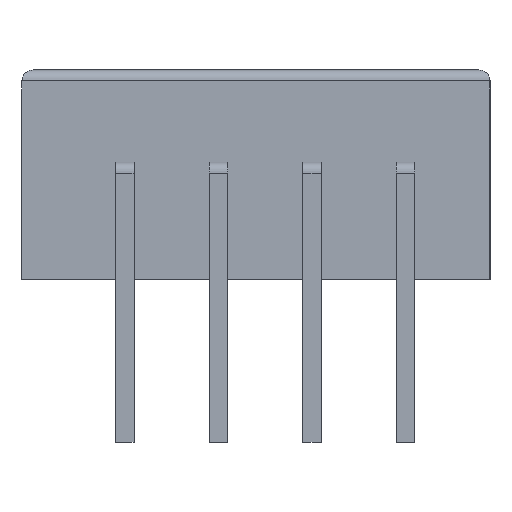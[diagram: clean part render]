
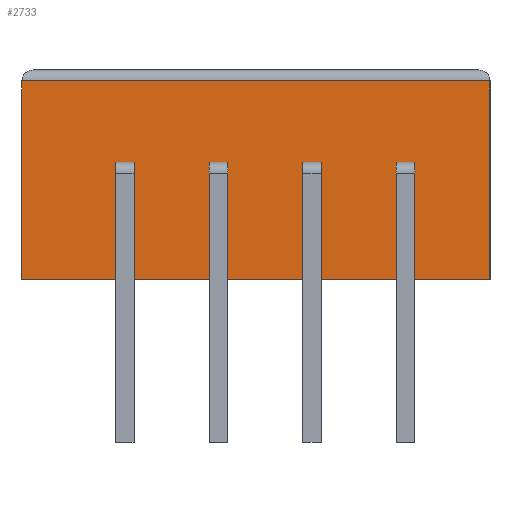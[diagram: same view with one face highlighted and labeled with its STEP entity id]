
A CAD part, left-side view. The second image highlights one B-rep face of the part: STEP entity #2733.
In plain terms, the highlighted planar face has unit normal (-1, 0, 0).
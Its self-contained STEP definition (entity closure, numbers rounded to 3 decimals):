
#2299 = EDGE_CURVE('',#2300,#2302,#2304,.T.);
#2300 = VERTEX_POINT('',#2301);
#2301 = CARTESIAN_POINT('',(-8.,6.35,0.));
#2302 = VERTEX_POINT('',#2303);
#2303 = CARTESIAN_POINT('',(-8.,6.35,5.4));
#2304 = SURFACE_CURVE('',#2305,(#2309,#2321),.PCURVE_S1.);
#2305 = LINE('',#2306,#2307);
#2306 = CARTESIAN_POINT('',(-8.,6.35,0.));
#2307 = VECTOR('',#2308,1.);
#2308 = DIRECTION('',(0.,0.,1.));
#2309 = PCURVE('',#2310,#2315);
#2310 = PLANE('',#2311);
#2311 = AXIS2_PLACEMENT_3D('',#2312,#2313,#2314);
#2312 = CARTESIAN_POINT('',(-8.,6.35,0.));
#2313 = DIRECTION('',(0.,1.,0.));
#2314 = DIRECTION('',(1.,0.,0.));
#2315 = DEFINITIONAL_REPRESENTATION('',(#2316),#2320);
#2316 = LINE('',#2317,#2318);
#2317 = CARTESIAN_POINT('',(0.,0.));
#2318 = VECTOR('',#2319,1.);
#2319 = DIRECTION('',(0.,-1.));
#2320 = ( GEOMETRIC_REPRESENTATION_CONTEXT(2) 
PARAMETRIC_REPRESENTATION_CONTEXT() REPRESENTATION_CONTEXT('2D SPACE',''
  ) );
#2321 = PCURVE('',#2322,#2327);
#2322 = PLANE('',#2323);
#2323 = AXIS2_PLACEMENT_3D('',#2324,#2325,#2326);
#2324 = CARTESIAN_POINT('',(-8.,-6.35,0.));
#2325 = DIRECTION('',(-1.,0.,0.));
#2326 = DIRECTION('',(0.,1.,0.));
#2327 = DEFINITIONAL_REPRESENTATION('',(#2328),#2332);
#2328 = LINE('',#2329,#2330);
#2329 = CARTESIAN_POINT('',(12.7,0.));
#2330 = VECTOR('',#2331,1.);
#2331 = DIRECTION('',(0.,-1.));
#2332 = ( GEOMETRIC_REPRESENTATION_CONTEXT(2) 
PARAMETRIC_REPRESENTATION_CONTEXT() REPRESENTATION_CONTEXT('2D SPACE',''
  ) );
#2722 = PLANE('',#2723);
#2723 = AXIS2_PLACEMENT_3D('',#2724,#2725,#2726);
#2724 = CARTESIAN_POINT('',(0.,0.,0.));
#2725 = DIRECTION('',(-0.,-0.,-1.));
#2726 = DIRECTION('',(-1.,0.,0.));
#2733 = ADVANCED_FACE('',(#2734),#2322,.T.);
#2734 = FACE_BOUND('',#2735,.T.);
#2735 = EDGE_LOOP('',(#2736,#2766,#2792,#2793));
#2736 = ORIENTED_EDGE('',*,*,#2737,.T.);
#2737 = EDGE_CURVE('',#2738,#2740,#2742,.T.);
#2738 = VERTEX_POINT('',#2739);
#2739 = CARTESIAN_POINT('',(-8.,-6.35,0.));
#2740 = VERTEX_POINT('',#2741);
#2741 = CARTESIAN_POINT('',(-8.,-6.35,5.4));
#2742 = SURFACE_CURVE('',#2743,(#2747,#2754),.PCURVE_S1.);
#2743 = LINE('',#2744,#2745);
#2744 = CARTESIAN_POINT('',(-8.,-6.35,0.));
#2745 = VECTOR('',#2746,1.);
#2746 = DIRECTION('',(0.,0.,1.));
#2747 = PCURVE('',#2322,#2748);
#2748 = DEFINITIONAL_REPRESENTATION('',(#2749),#2753);
#2749 = LINE('',#2750,#2751);
#2750 = CARTESIAN_POINT('',(0.,0.));
#2751 = VECTOR('',#2752,1.);
#2752 = DIRECTION('',(0.,-1.));
#2753 = ( GEOMETRIC_REPRESENTATION_CONTEXT(2) 
PARAMETRIC_REPRESENTATION_CONTEXT() REPRESENTATION_CONTEXT('2D SPACE',''
  ) );
#2754 = PCURVE('',#2755,#2760);
#2755 = PLANE('',#2756);
#2756 = AXIS2_PLACEMENT_3D('',#2757,#2758,#2759);
#2757 = CARTESIAN_POINT('',(8.,-6.35,0.));
#2758 = DIRECTION('',(0.,-1.,0.));
#2759 = DIRECTION('',(-1.,0.,0.));
#2760 = DEFINITIONAL_REPRESENTATION('',(#2761),#2765);
#2761 = LINE('',#2762,#2763);
#2762 = CARTESIAN_POINT('',(16.,0.));
#2763 = VECTOR('',#2764,1.);
#2764 = DIRECTION('',(0.,-1.));
#2765 = ( GEOMETRIC_REPRESENTATION_CONTEXT(2) 
PARAMETRIC_REPRESENTATION_CONTEXT() REPRESENTATION_CONTEXT('2D SPACE',''
  ) );
#2766 = ORIENTED_EDGE('',*,*,#2767,.T.);
#2767 = EDGE_CURVE('',#2740,#2302,#2768,.T.);
#2768 = SURFACE_CURVE('',#2769,(#2773,#2780),.PCURVE_S1.);
#2769 = LINE('',#2770,#2771);
#2770 = CARTESIAN_POINT('',(-8.,-6.35,5.4));
#2771 = VECTOR('',#2772,1.);
#2772 = DIRECTION('',(0.,1.,0.));
#2773 = PCURVE('',#2322,#2774);
#2774 = DEFINITIONAL_REPRESENTATION('',(#2775),#2779);
#2775 = LINE('',#2776,#2777);
#2776 = CARTESIAN_POINT('',(0.,-5.4));
#2777 = VECTOR('',#2778,1.);
#2778 = DIRECTION('',(1.,0.));
#2779 = ( GEOMETRIC_REPRESENTATION_CONTEXT(2) 
PARAMETRIC_REPRESENTATION_CONTEXT() REPRESENTATION_CONTEXT('2D SPACE',''
  ) );
#2780 = PCURVE('',#2781,#2786);
#2781 = CYLINDRICAL_SURFACE('',#2782,0.3);
#2782 = AXIS2_PLACEMENT_3D('',#2783,#2784,#2785);
#2783 = CARTESIAN_POINT('',(-7.7,-6.35,5.4));
#2784 = DIRECTION('',(0.,1.,0.));
#2785 = DIRECTION('',(-1.,0.,0.));
#2786 = DEFINITIONAL_REPRESENTATION('',(#2787),#2791);
#2787 = LINE('',#2788,#2789);
#2788 = CARTESIAN_POINT('',(0.,0.));
#2789 = VECTOR('',#2790,1.);
#2790 = DIRECTION('',(0.,1.));
#2791 = ( GEOMETRIC_REPRESENTATION_CONTEXT(2) 
PARAMETRIC_REPRESENTATION_CONTEXT() REPRESENTATION_CONTEXT('2D SPACE',''
  ) );
#2792 = ORIENTED_EDGE('',*,*,#2299,.F.);
#2793 = ORIENTED_EDGE('',*,*,#2794,.F.);
#2794 = EDGE_CURVE('',#2738,#2300,#2795,.T.);
#2795 = SURFACE_CURVE('',#2796,(#2800,#2807),.PCURVE_S1.);
#2796 = LINE('',#2797,#2798);
#2797 = CARTESIAN_POINT('',(-8.,-6.35,0.));
#2798 = VECTOR('',#2799,1.);
#2799 = DIRECTION('',(0.,1.,0.));
#2800 = PCURVE('',#2322,#2801);
#2801 = DEFINITIONAL_REPRESENTATION('',(#2802),#2806);
#2802 = LINE('',#2803,#2804);
#2803 = CARTESIAN_POINT('',(0.,0.));
#2804 = VECTOR('',#2805,1.);
#2805 = DIRECTION('',(1.,0.));
#2806 = ( GEOMETRIC_REPRESENTATION_CONTEXT(2) 
PARAMETRIC_REPRESENTATION_CONTEXT() REPRESENTATION_CONTEXT('2D SPACE',''
  ) );
#2807 = PCURVE('',#2722,#2808);
#2808 = DEFINITIONAL_REPRESENTATION('',(#2809),#2813);
#2809 = LINE('',#2810,#2811);
#2810 = CARTESIAN_POINT('',(8.,-6.35));
#2811 = VECTOR('',#2812,1.);
#2812 = DIRECTION('',(0.,1.));
#2813 = ( GEOMETRIC_REPRESENTATION_CONTEXT(2) 
PARAMETRIC_REPRESENTATION_CONTEXT() REPRESENTATION_CONTEXT('2D SPACE',''
  ) );
